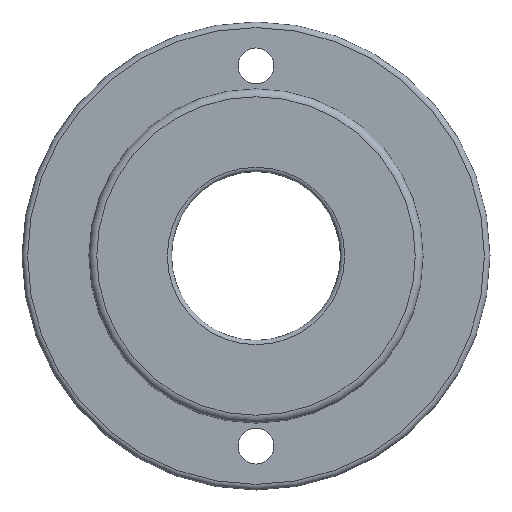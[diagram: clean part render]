
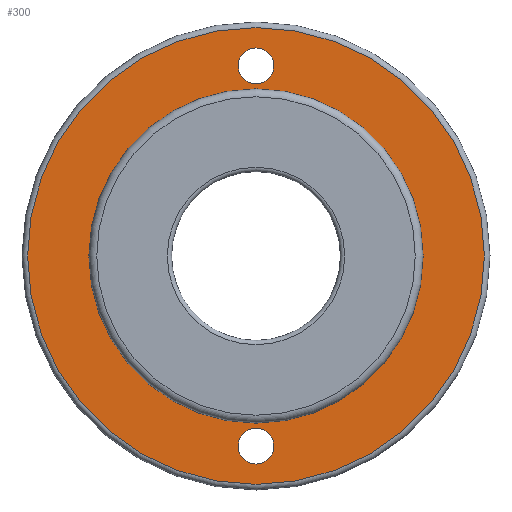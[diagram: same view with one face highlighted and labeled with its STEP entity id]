
A CAD part, left-side view. The second image highlights one B-rep face of the part: STEP entity #300.
In plain terms, the highlighted planar face has unit normal (-1, 0, 0).
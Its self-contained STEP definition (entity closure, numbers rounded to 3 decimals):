
#19=FACE_BOUND('',#78,.T.);
#20=FACE_BOUND('',#79,.T.);
#21=FACE_BOUND('',#80,.T.);
#29=PLANE('',#357);
#52=FACE_OUTER_BOUND('',#77,.T.);
#77=EDGE_LOOP('',(#250));
#78=EDGE_LOOP('',(#251));
#79=EDGE_LOOP('',(#252));
#80=EDGE_LOOP('',(#253));
#107=CIRCLE('',#323,1.6);
#109=CIRCLE('',#326,1.6);
#127=CIRCLE('',#356,14.9);
#128=CIRCLE('',#358,20.425);
#138=VERTEX_POINT('',#491);
#140=VERTEX_POINT('',#497);
#154=VERTEX_POINT('',#545);
#155=VERTEX_POINT('',#549);
#163=EDGE_CURVE('',#138,#138,#107,.T.);
#166=EDGE_CURVE('',#140,#140,#109,.T.);
#188=EDGE_CURVE('',#154,#154,#127,.T.);
#189=EDGE_CURVE('',#155,#155,#128,.T.);
#250=ORIENTED_EDGE('',*,*,#189,.F.);
#251=ORIENTED_EDGE('',*,*,#163,.T.);
#252=ORIENTED_EDGE('',*,*,#166,.T.);
#253=ORIENTED_EDGE('',*,*,#188,.T.);
#300=ADVANCED_FACE('',(#52,#19,#20,#21),#29,.T.);
#323=AXIS2_PLACEMENT_3D('',#493,#380,#381);
#326=AXIS2_PLACEMENT_3D('',#499,#387,#388);
#356=AXIS2_PLACEMENT_3D('',#547,#451,#452);
#357=AXIS2_PLACEMENT_3D('',#548,#453,#454);
#358=AXIS2_PLACEMENT_3D('',#550,#455,#456);
#380=DIRECTION('center_axis',(1.,0.,0.));
#381=DIRECTION('ref_axis',(0.,1.,0.));
#387=DIRECTION('center_axis',(1.,0.,0.));
#388=DIRECTION('ref_axis',(0.,1.,0.));
#451=DIRECTION('center_axis',(1.,0.,0.));
#452=DIRECTION('ref_axis',(0.,0.,-1.));
#453=DIRECTION('center_axis',(-1.,0.,0.));
#454=DIRECTION('ref_axis',(0.,0.,1.));
#455=DIRECTION('center_axis',(1.,0.,0.));
#456=DIRECTION('ref_axis',(0.,0.,-1.));
#491=CARTESIAN_POINT('',(0.,-1.6,-17.));
#493=CARTESIAN_POINT('Origin',(0.,0.,-17.));
#497=CARTESIAN_POINT('',(0.,-1.6,17.));
#499=CARTESIAN_POINT('Origin',(0.,0.,17.));
#545=CARTESIAN_POINT('',(0.,0.,14.9));
#547=CARTESIAN_POINT('Origin',(0.,0.,0.));
#548=CARTESIAN_POINT('Origin',(0.,0.,-20.425));
#549=CARTESIAN_POINT('',(0.,0.,20.425));
#550=CARTESIAN_POINT('Origin',(0.,0.,0.));
